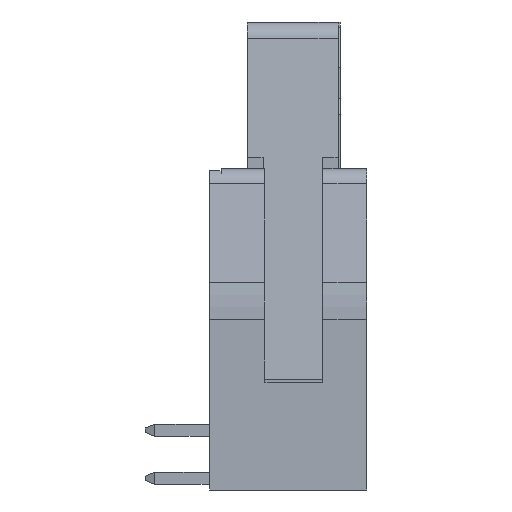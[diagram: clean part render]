
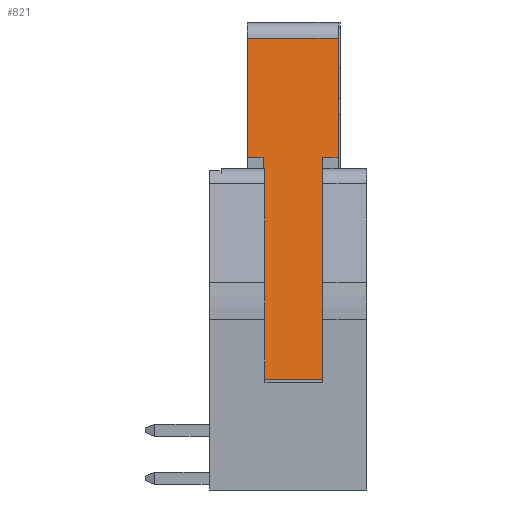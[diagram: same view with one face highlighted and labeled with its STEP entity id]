
A CAD part, left-side view. The second image highlights one B-rep face of the part: STEP entity #821.
In plain terms, the highlighted face is planar.
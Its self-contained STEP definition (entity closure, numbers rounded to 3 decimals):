
#821 = ADVANCED_FACE( '', ( #1679 ), #1680, .T. );
#1679 = FACE_OUTER_BOUND( '', #2652, .T. );
#1680 = PLANE( '', #2653 );
#2652 = EDGE_LOOP( '', ( #4387, #4388, #4389, #4390, #4391, #4392, #4393, #4394 ) );
#2653 = AXIS2_PLACEMENT_3D( '', #4395, #4396, #4397 );
#4387 = ORIENTED_EDGE( '', *, *, #6991, .T. );
#4388 = ORIENTED_EDGE( '', *, *, #6992, .F. );
#4389 = ORIENTED_EDGE( '', *, *, #6465, .F. );
#4390 = ORIENTED_EDGE( '', *, *, #6993, .T. );
#4391 = ORIENTED_EDGE( '', *, *, #6994, .F. );
#4392 = ORIENTED_EDGE( '', *, *, #6995, .F. );
#4393 = ORIENTED_EDGE( '', *, *, #6779, .T. );
#4394 = ORIENTED_EDGE( '', *, *, #6361, .F. );
#4395 = CARTESIAN_POINT( '', ( 2.278, -2.4, 11.55 ) );
#4396 = DIRECTION( '', ( 0.991, 0., 0.13 ) );
#4397 = DIRECTION( '', ( 0.13, 0., -0.991 ) );
#6361 = EDGE_CURVE( '', #7622, #7624, #7625, .T. );
#6465 = EDGE_CURVE( '', #7808, #7804, #7810, .T. );
#6779 = EDGE_CURVE( '', #8352, #7624, #8353, .T. );
#6991 = EDGE_CURVE( '', #7622, #8680, #8681, .T. );
#6992 = EDGE_CURVE( '', #7804, #8680, #8682, .T. );
#6993 = EDGE_CURVE( '', #7808, #8683, #8684, .T. );
#6994 = EDGE_CURVE( '', #8685, #8683, #8686, .T. );
#6995 = EDGE_CURVE( '', #8352, #8685, #8687, .T. );
#7622 = VERTEX_POINT( '', #9488 );
#7624 = VERTEX_POINT( '', #9491 );
#7625 = LINE( '', #9492, #9493 );
#7804 = VERTEX_POINT( '', #9747 );
#7808 = VERTEX_POINT( '', #9752 );
#7810 = LINE( '', #9754, #9755 );
#8352 = VERTEX_POINT( '', #10557 );
#8353 = LINE( '', #10558, #10559 );
#8680 = VERTEX_POINT( '', #11050 );
#8681 = LINE( '', #11051, #11052 );
#8682 = LINE( '', #11053, #11054 );
#8683 = VERTEX_POINT( '', #11055 );
#8684 = LINE( '', #11056, #11057 );
#8685 = VERTEX_POINT( '', #11058 );
#8686 = LINE( '', #11059, #11060 );
#8687 = LINE( '', #11061, #11062 );
#9488 = CARTESIAN_POINT( '', ( 3.107, 1.57, 5.248 ) );
#9491 = CARTESIAN_POINT( '', ( 4.65, 1.57, -6.49 ) );
#9492 = CARTESIAN_POINT( '', ( 3.107, 1.57, 5.248 ) );
#9493 = VECTOR( '', #12115, 1000. );
#9747 = CARTESIAN_POINT( '', ( 2.278, 2.4, 11.55 ) );
#9752 = CARTESIAN_POINT( '', ( 2.278, -2.4, 11.55 ) );
#9754 = CARTESIAN_POINT( '', ( 2.278, -2.4, 11.55 ) );
#9755 = VECTOR( '', #12219, 1000. );
#10557 = CARTESIAN_POINT( '', ( 4.65, -1.57, -6.49 ) );
#10558 = CARTESIAN_POINT( '', ( 4.65, -2.4, -6.49 ) );
#10559 = VECTOR( '', #12516, 1000. );
#11050 = CARTESIAN_POINT( '', ( 3.107, 2.4, 5.248 ) );
#11051 = CARTESIAN_POINT( '', ( 3.107, 1.57, 5.248 ) );
#11052 = VECTOR( '', #12702, 1000. );
#11053 = CARTESIAN_POINT( '', ( 2.278, 2.4, 11.55 ) );
#11054 = VECTOR( '', #12703, 1000. );
#11055 = CARTESIAN_POINT( '', ( 3.107, -2.4, 5.248 ) );
#11056 = CARTESIAN_POINT( '', ( 2.278, -2.4, 11.55 ) );
#11057 = VECTOR( '', #12704, 1000. );
#11058 = CARTESIAN_POINT( '', ( 3.107, -1.57, 5.248 ) );
#11059 = CARTESIAN_POINT( '', ( 3.107, -1.57, 5.248 ) );
#11060 = VECTOR( '', #12705, 1000. );
#11061 = CARTESIAN_POINT( '', ( 3.107, -1.57, 5.248 ) );
#11062 = VECTOR( '', #12706, 1000. );
#12115 = DIRECTION( '', ( 0.13, 0., -0.991 ) );
#12219 = DIRECTION( '', ( 0., 1., 0. ) );
#12516 = DIRECTION( '', ( 0., 1., 0. ) );
#12702 = DIRECTION( '', ( 0., 1., 0. ) );
#12703 = DIRECTION( '', ( 0.13, 0., -0.991 ) );
#12704 = DIRECTION( '', ( 0.13, 0., -0.991 ) );
#12705 = DIRECTION( '', ( 0., -1., 0. ) );
#12706 = DIRECTION( '', ( -0.13, 0., 0.991 ) );
